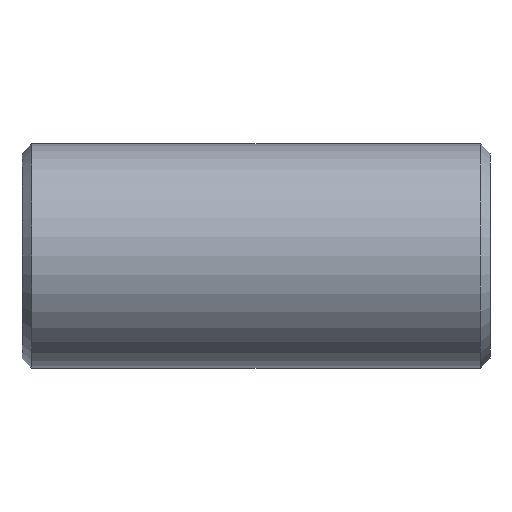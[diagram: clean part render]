
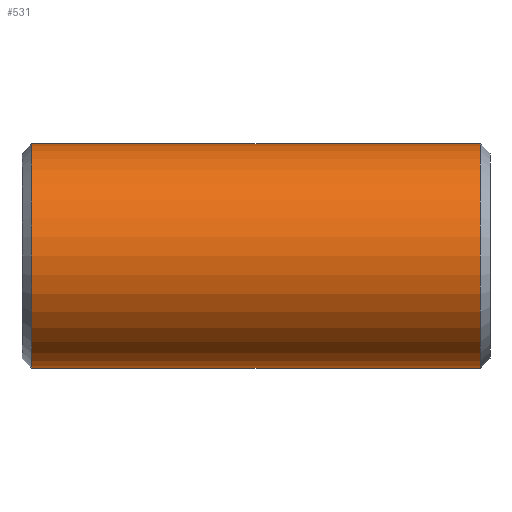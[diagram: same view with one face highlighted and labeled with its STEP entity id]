
A CAD part, front view. The second image highlights one B-rep face of the part: STEP entity #531.
In plain terms, the highlighted cylindrical face has radius 36.513 mm (diameter 73.025 mm), a partial arc.
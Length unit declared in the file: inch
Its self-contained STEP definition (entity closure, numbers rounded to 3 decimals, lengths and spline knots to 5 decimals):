
#40 = ORIENTED_EDGE ( 'NONE', *, *, #402, .T. ) ;
#43 = EDGE_CURVE ( 'NONE', #538, #70, #192, .T. ) ;
#44 = VECTOR ( 'NONE', #534, 39.37008 ) ;
#49 = CARTESIAN_POINT ( 'NONE',  ( 0., 0., 1.4375 ) ) ;
#59 = CARTESIAN_POINT ( 'NONE',  ( 3., 0., -1.4375 ) ) ;
#70 = VERTEX_POINT ( 'NONE', #88 ) ;
#72 = LINE ( 'NONE', #251, #358 ) ;
#85 = CARTESIAN_POINT ( 'NONE',  ( 2.875, 0., 0. ) ) ;
#88 = CARTESIAN_POINT ( 'NONE',  ( -2.875, 0., -1.4375 ) ) ;
#95 = ORIENTED_EDGE ( 'NONE', *, *, #43, .F. ) ;
#101 = DIRECTION ( 'NONE',  ( -1., 0., 0. ) ) ;
#113 = DIRECTION ( 'NONE',  ( 0., 0., 1. ) ) ;
#133 = ORIENTED_EDGE ( 'NONE', *, *, #234, .T. ) ;
#176 = CYLINDRICAL_SURFACE ( 'NONE', #271, 1.4375 ) ;
#192 = LINE ( 'NONE', #59, #442 ) ;
#195 = CIRCLE ( 'NONE', #382, 1.4375 ) ;
#196 = CARTESIAN_POINT ( 'NONE',  ( 2.875, 0., -1.4375 ) ) ;
#208 = CARTESIAN_POINT ( 'NONE',  ( 2.875, 0., 1.4375 ) ) ;
#212 = DIRECTION ( 'NONE',  ( 0., 0., -1. ) ) ;
#227 = DIRECTION ( 'NONE',  ( 0., 0., 1. ) ) ;
#234 = EDGE_CURVE ( 'NONE', #480, #70, #306, .T. ) ;
#235 = DIRECTION ( 'NONE',  ( -1., 0., 0. ) ) ;
#251 = CARTESIAN_POINT ( 'NONE',  ( 3., 0., 1.4375 ) ) ;
#271 = AXIS2_PLACEMENT_3D ( 'NONE', #351, #235, #227 ) ;
#300 = VERTEX_POINT ( 'NONE', #196 ) ;
#302 = EDGE_CURVE ( 'NONE', #544, #480, #72, .T. ) ;
#306 = CIRCLE ( 'NONE', #434, 1.4375 ) ;
#308 = VERTEX_POINT ( 'NONE', #208 ) ;
#311 = FACE_OUTER_BOUND ( 'NONE', #411, .T. ) ;
#312 = DIRECTION ( 'NONE',  ( -1., 0., 0. ) ) ;
#322 = EDGE_CURVE ( 'NONE', #300, #538, #372, .T. ) ;
#346 = DIRECTION ( 'NONE',  ( -1., 0., 0. ) ) ;
#351 = CARTESIAN_POINT ( 'NONE',  ( 3., 0., 0. ) ) ;
#358 = VECTOR ( 'NONE', #435, 39.37008 ) ;
#372 = LINE ( 'NONE', #562, #553 ) ;
#382 = AXIS2_PLACEMENT_3D ( 'NONE', #85, #346, #212 ) ;
#387 = CARTESIAN_POINT ( 'NONE',  ( -2.875, 0., 0. ) ) ;
#389 = CARTESIAN_POINT ( 'NONE',  ( -2.875, 0., 1.4375 ) ) ;
#402 = EDGE_CURVE ( 'NONE', #300, #308, #195, .T. ) ;
#411 = EDGE_LOOP ( 'NONE', ( #593, #40, #496, #563, #133, #95 ) ) ;
#434 = AXIS2_PLACEMENT_3D ( 'NONE', #387, #521, #113 ) ;
#435 = DIRECTION ( 'NONE',  ( -1., 0., 0. ) ) ;
#439 = EDGE_CURVE ( 'NONE', #308, #544, #530, .T. ) ;
#442 = VECTOR ( 'NONE', #312, 39.37008 ) ;
#450 = CARTESIAN_POINT ( 'NONE',  ( 0., 0., -1.4375 ) ) ;
#480 = VERTEX_POINT ( 'NONE', #389 ) ;
#496 = ORIENTED_EDGE ( 'NONE', *, *, #439, .T. ) ;
#521 = DIRECTION ( 'NONE',  ( 1., 0., 0. ) ) ;
#530 = LINE ( 'NONE', #536, #44 ) ;
#531 = ADVANCED_FACE ( 'NONE', ( #311 ), #176, .T. ) ;
#534 = DIRECTION ( 'NONE',  ( -1., 0., 0. ) ) ;
#536 = CARTESIAN_POINT ( 'NONE',  ( 3., 0., 1.4375 ) ) ;
#538 = VERTEX_POINT ( 'NONE', #450 ) ;
#544 = VERTEX_POINT ( 'NONE', #49 ) ;
#553 = VECTOR ( 'NONE', #101, 39.37008 ) ;
#562 = CARTESIAN_POINT ( 'NONE',  ( 3., 0., -1.4375 ) ) ;
#563 = ORIENTED_EDGE ( 'NONE', *, *, #302, .T. ) ;
#593 = ORIENTED_EDGE ( 'NONE', *, *, #322, .F. ) ;
